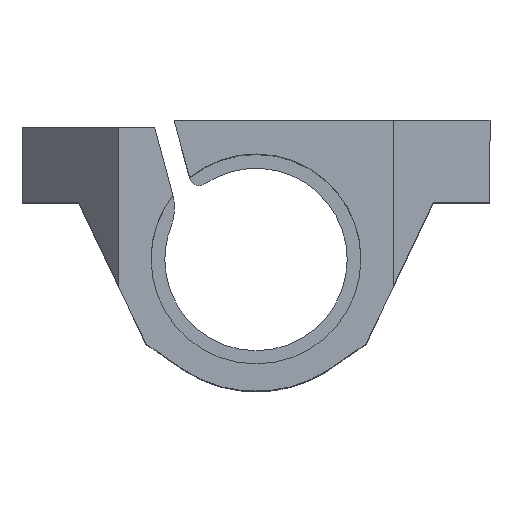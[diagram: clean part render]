
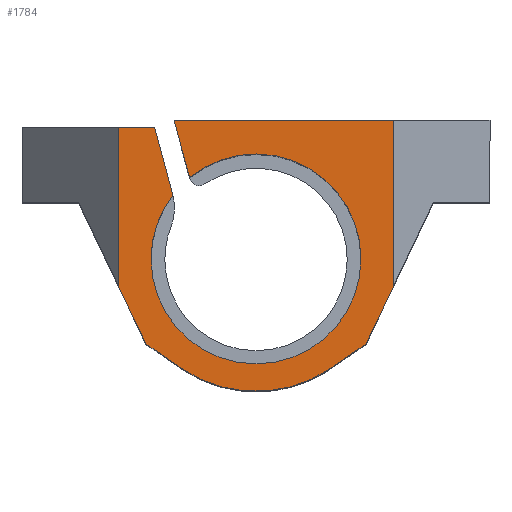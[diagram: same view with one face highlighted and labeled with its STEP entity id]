
A CAD part, top view. The second image highlights one B-rep face of the part: STEP entity #1784.
In plain terms, the highlighted planar face has unit normal (0, 0, 1).
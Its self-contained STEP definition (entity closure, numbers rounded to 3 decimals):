
#6 = VECTOR ( 'NONE', #923, 1000. ) ;
#15 = CARTESIAN_POINT ( 'NONE',  ( 7.625, 0., 12.25 ) ) ;
#35 = CARTESIAN_POINT ( 'NONE',  ( -5.947, 10.08, 12.25 ) ) ;
#39 = ORIENTED_EDGE ( 'NONE', *, *, #2860, .T. ) ;
#43 = LINE ( 'NONE', #2771, #289 ) ;
#47 = DIRECTION ( 'NONE',  ( 1., 0., 0. ) ) ;
#60 = LINE ( 'NONE', #1858, #975 ) ;
#82 = DIRECTION ( 'NONE',  ( 0., 0., 1. ) ) ;
#110 = CARTESIAN_POINT ( 'NONE',  ( 8., -6.164, 12.25 ) ) ;
#115 = CARTESIAN_POINT ( 'NONE',  ( 10., 10.08, 12.25 ) ) ;
#116 = CIRCLE ( 'NONE', #1405, 9.625 ) ;
#119 = ORIENTED_EDGE ( 'NONE', *, *, #1641, .T. ) ;
#134 = CARTESIAN_POINT ( 'NONE',  ( -5.487, -7.908, 12.25 ) ) ;
#162 = CARTESIAN_POINT ( 'NONE',  ( 0., 0., 12.25 ) ) ;
#202 = DIRECTION ( 'NONE',  ( -1., 0., 0. ) ) ;
#207 = VERTEX_POINT ( 'NONE', #3039 ) ;
#267 = VERTEX_POINT ( 'NONE', #35 ) ;
#289 = VECTOR ( 'NONE', #2609, 1000. ) ;
#342 = CARTESIAN_POINT ( 'NONE',  ( -17., 0.08, 12.25 ) ) ;
#375 = CARTESIAN_POINT ( 'NONE',  ( 10., -1.967, 12.25 ) ) ;
#386 = VERTEX_POINT ( 'NONE', #115 ) ;
#400 = ORIENTED_EDGE ( 'NONE', *, *, #1591, .F. ) ;
#429 = LINE ( 'NONE', #501, #3047 ) ;
#436 = DIRECTION ( 'NONE',  ( 0., 0., 1. ) ) ;
#438 = CARTESIAN_POINT ( 'NONE',  ( -8., -6.164, 12.25 ) ) ;
#501 = CARTESIAN_POINT ( 'NONE',  ( -7.5, 10.08, 12.25 ) ) ;
#503 = DIRECTION ( 'NONE',  ( -0.259, 0.966, 0. ) ) ;
#522 = DIRECTION ( 'NONE',  ( 0.259, -0.966, 0. ) ) ;
#568 = CARTESIAN_POINT ( 'NONE',  ( -4.828, 5.902, 12.25 ) ) ;
#607 = CARTESIAN_POINT ( 'NONE',  ( 0., 0., 12.25 ) ) ;
#630 = VECTOR ( 'NONE', #202, 1000. ) ;
#638 = VECTOR ( 'NONE', #1990, 1000. ) ;
#640 = DIRECTION ( 'NONE',  ( 1., 0., 0. ) ) ;
#685 = EDGE_CURVE ( 'NONE', #689, #207, #60, .T. ) ;
#689 = VERTEX_POINT ( 'NONE', #438 ) ;
#703 = CARTESIAN_POINT ( 'NONE',  ( 17., 0.08, 12.25 ) ) ;
#711 = CARTESIAN_POINT ( 'NONE',  ( -6.045, 4.648, 12.25 ) ) ;
#738 = LINE ( 'NONE', #1913, #1945 ) ;
#778 = CIRCLE ( 'NONE', #1809, 7.625 ) ;
#801 = ORIENTED_EDGE ( 'NONE', *, *, #2516, .F. ) ;
#822 = AXIS2_PLACEMENT_3D ( 'NONE', #162, #1356, #1382 ) ;
#838 = AXIS2_PLACEMENT_3D ( 'NONE', #1089, #2737, #2069 ) ;
#856 = EDGE_CURVE ( 'NONE', #689, #1325, #1933, .T. ) ;
#857 = VECTOR ( 'NONE', #503, 1000. ) ;
#880 = VERTEX_POINT ( 'NONE', #110 ) ;
#923 = DIRECTION ( 'NONE',  ( 0.822, 0.57, 0. ) ) ;
#959 = EDGE_CURVE ( 'NONE', #2479, #267, #2105, .T. ) ;
#975 = VECTOR ( 'NONE', #1652, 1000. ) ;
#1017 = VERTEX_POINT ( 'NONE', #1253 ) ;
#1075 = CARTESIAN_POINT ( 'NONE',  ( 0., 0., 12.25 ) ) ;
#1077 = EDGE_CURVE ( 'NONE', #1521, #1083, #2905, .T. ) ;
#1083 = VERTEX_POINT ( 'NONE', #2896 ) ;
#1089 = CARTESIAN_POINT ( 'NONE',  ( 0., 0., 12.25 ) ) ;
#1222 = EDGE_CURVE ( 'NONE', #2379, #2479, #778, .T. ) ;
#1224 = ORIENTED_EDGE ( 'NONE', *, *, #1489, .F. ) ;
#1229 = VERTEX_POINT ( 'NONE', #375 ) ;
#1253 = CARTESIAN_POINT ( 'NONE',  ( 5.487, -7.908, 12.25 ) ) ;
#1258 = CIRCLE ( 'NONE', #838, 7.625 ) ;
#1309 = EDGE_LOOP ( 'NONE', ( #400, #2900, #1449, #1344, #39, #1473, #801, #119, #2821, #2669, #1420, #2926, #2689, #1224 ) ) ;
#1325 = VERTEX_POINT ( 'NONE', #134 ) ;
#1338 = VERTEX_POINT ( 'NONE', #1565 ) ;
#1344 = ORIENTED_EDGE ( 'NONE', *, *, #856, .T. ) ;
#1356 = DIRECTION ( 'NONE',  ( 0., 0., 1. ) ) ;
#1382 = DIRECTION ( 'NONE',  ( 1., 0., 0. ) ) ;
#1405 = AXIS2_PLACEMENT_3D ( 'NONE', #607, #436, #2071 ) ;
#1420 = ORIENTED_EDGE ( 'NONE', *, *, #1222, .F. ) ;
#1449 = ORIENTED_EDGE ( 'NONE', *, *, #685, .F. ) ;
#1473 = ORIENTED_EDGE ( 'NONE', *, *, #2688, .T. ) ;
#1481 = CARTESIAN_POINT ( 'NONE',  ( 0., 0., 12.25 ) ) ;
#1489 = EDGE_CURVE ( 'NONE', #2034, #1521, #429, .T. ) ;
#1521 = VERTEX_POINT ( 'NONE', #711 ) ;
#1565 = CARTESIAN_POINT ( 'NONE',  ( -10., 9.58, 12.25 ) ) ;
#1591 = EDGE_CURVE ( 'NONE', #1338, #2034, #738, .T. ) ;
#1641 = EDGE_CURVE ( 'NONE', #1229, #386, #43, .T. ) ;
#1652 = DIRECTION ( 'NONE',  ( -0.43, 0.903, 0. ) ) ;
#1657 = LINE ( 'NONE', #1998, #2985 ) ;
#1660 = LINE ( 'NONE', #3046, #630 ) ;
#1764 = DIRECTION ( 'NONE',  ( 0., 1., 0. ) ) ;
#1784 = ADVANCED_FACE ( 'NONE', ( #2483 ), #2758, .T. ) ;
#1809 = AXIS2_PLACEMENT_3D ( 'NONE', #1075, #2238, #640 ) ;
#1858 = CARTESIAN_POINT ( 'NONE',  ( -12.881, 4.08, 12.25 ) ) ;
#1876 = CARTESIAN_POINT ( 'NONE',  ( -10., -9.625, 12.25 ) ) ;
#1913 = CARTESIAN_POINT ( 'NONE',  ( -17., 9.58, 12.25 ) ) ;
#1933 = LINE ( 'NONE', #342, #638 ) ;
#1945 = VECTOR ( 'NONE', #47, 1000. ) ;
#1987 = VECTOR ( 'NONE', #1764, 1000. ) ;
#1988 = DIRECTION ( 'NONE',  ( -0.43, -0.903, 0. ) ) ;
#1990 = DIRECTION ( 'NONE',  ( 0.822, -0.57, 0. ) ) ;
#1998 = CARTESIAN_POINT ( 'NONE',  ( 12.881, 4.08, 12.25 ) ) ;
#2034 = VERTEX_POINT ( 'NONE', #2235 ) ;
#2069 = DIRECTION ( 'NONE',  ( 1., 0., 0. ) ) ;
#2071 = DIRECTION ( 'NONE',  ( 1., 0., 0. ) ) ;
#2105 = LINE ( 'NONE', #2846, #857 ) ;
#2217 = EDGE_CURVE ( 'NONE', #386, #267, #1660, .T. ) ;
#2235 = CARTESIAN_POINT ( 'NONE',  ( -7.366, 9.58, 12.25 ) ) ;
#2238 = DIRECTION ( 'NONE',  ( 0., 0., 1. ) ) ;
#2379 = VERTEX_POINT ( 'NONE', #15 ) ;
#2446 = AXIS2_PLACEMENT_3D ( 'NONE', #1481, #82, #2665 ) ;
#2479 = VERTEX_POINT ( 'NONE', #568 ) ;
#2483 = FACE_OUTER_BOUND ( 'NONE', #1309, .T. ) ;
#2516 = EDGE_CURVE ( 'NONE', #1229, #880, #1657, .T. ) ;
#2609 = DIRECTION ( 'NONE',  ( 0., 1., 0. ) ) ;
#2630 = EDGE_CURVE ( 'NONE', #1083, #2379, #1258, .T. ) ;
#2665 = DIRECTION ( 'NONE',  ( 1., 0., 0. ) ) ;
#2669 = ORIENTED_EDGE ( 'NONE', *, *, #959, .F. ) ;
#2684 = LINE ( 'NONE', #1876, #1987 ) ;
#2688 = EDGE_CURVE ( 'NONE', #1017, #880, #2948, .T. ) ;
#2689 = ORIENTED_EDGE ( 'NONE', *, *, #1077, .F. ) ;
#2737 = DIRECTION ( 'NONE',  ( 0., 0., 1. ) ) ;
#2758 = PLANE ( 'NONE',  #822 ) ;
#2771 = CARTESIAN_POINT ( 'NONE',  ( 10., -9.625, 12.25 ) ) ;
#2821 = ORIENTED_EDGE ( 'NONE', *, *, #2217, .T. ) ;
#2846 = CARTESIAN_POINT ( 'NONE',  ( -5.947, 10.08, 12.25 ) ) ;
#2858 = EDGE_CURVE ( 'NONE', #207, #1338, #2684, .T. ) ;
#2860 = EDGE_CURVE ( 'NONE', #1325, #1017, #116, .T. ) ;
#2896 = CARTESIAN_POINT ( 'NONE',  ( -7.625, 0., 12.25 ) ) ;
#2900 = ORIENTED_EDGE ( 'NONE', *, *, #2858, .F. ) ;
#2905 = CIRCLE ( 'NONE', #2446, 7.625 ) ;
#2926 = ORIENTED_EDGE ( 'NONE', *, *, #2630, .F. ) ;
#2948 = LINE ( 'NONE', #703, #6 ) ;
#2985 = VECTOR ( 'NONE', #1988, 1000. ) ;
#3039 = CARTESIAN_POINT ( 'NONE',  ( -10., -1.967, 12.25 ) ) ;
#3046 = CARTESIAN_POINT ( 'NONE',  ( -17., 10.08, 12.25 ) ) ;
#3047 = VECTOR ( 'NONE', #522, 1000. ) ;
